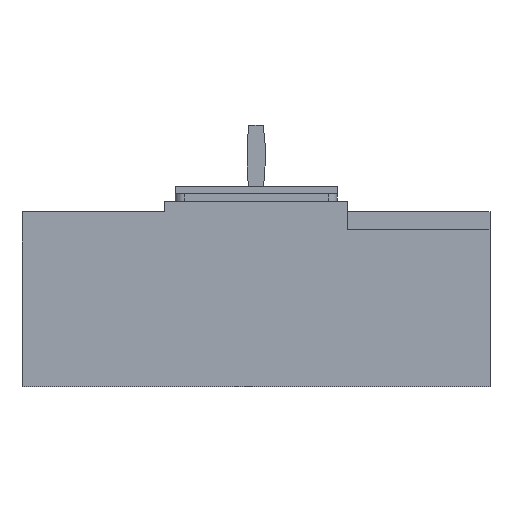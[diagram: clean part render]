
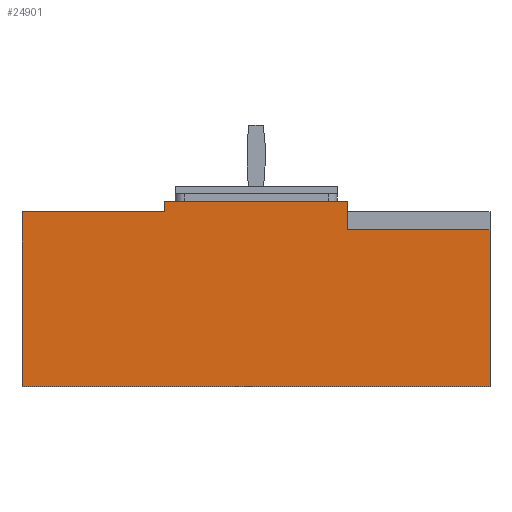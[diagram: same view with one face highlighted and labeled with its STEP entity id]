
A CAD part, left-side view. The second image highlights one B-rep face of the part: STEP entity #24901.
In plain terms, the highlighted free-form (B-spline) face has degree [1, 1] with [2, 2] control points.
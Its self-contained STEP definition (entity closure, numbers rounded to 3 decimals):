
#24901 = ADVANCED_FACE('',(#24902),#24916,.T.);
#24902 = FACE_BOUND('',#24903,.T.);
#24903 = EDGE_LOOP('',(#24904,#24926,#24941,#24956,#24971,#24986,#25001,
    #25016));
#24904 = ORIENTED_EDGE('',*,*,#24905,.T.);
#24905 = EDGE_CURVE('',#24906,#24908,#24910,.T.);
#24906 = VERTEX_POINT('',#24907);
#24907 = CARTESIAN_POINT('',(-50.239,-133.294,31.5)
  );
#24908 = VERTEX_POINT('',#24909);
#24909 = CARTESIAN_POINT('',(-50.239,-54.294,31.5)
  );
#24910 = SURFACE_CURVE('',#24911,(#24915),.PCURVE_S1.);
#24911 = LINE('',#24912,#24913);
#24912 = CARTESIAN_POINT('',(-50.239,-133.294,31.5)
  );
#24913 = VECTOR('',#24914,1.);
#24914 = DIRECTION('',(0.,1.,0.));
#24915 = PCURVE('',#24916,#24921);
#24916 = B_SPLINE_SURFACE_WITH_KNOTS('',1,1,(
    (#24917,#24918)
    ,(#24919,#24920
  )),.UNSPECIFIED.,.F.,.F.,.F.,(2,2),(2,2),(0.,1.),(0.,1.),
  .PIECEWISE_BEZIER_KNOTS.);
#24917 = CARTESIAN_POINT('',(-50.239,-133.294,-55.5
    ));
#24918 = CARTESIAN_POINT('',(-50.239,126.706,-55.5
    ));
#24919 = CARTESIAN_POINT('',(-50.239,-133.294,47.5)
  );
#24920 = CARTESIAN_POINT('',(-50.239,126.706,47.5)
  );
#24921 = DEFINITIONAL_REPRESENTATION('',(#24922),#24925);
#24922 = B_SPLINE_CURVE_WITH_KNOTS('',1,(#24923,#24924),.UNSPECIFIED.,
  .F.,.F.,(2,2),(0.,79.),.PIECEWISE_BEZIER_KNOTS.);
#24923 = CARTESIAN_POINT('',(0.845,0.));
#24924 = CARTESIAN_POINT('',(0.845,0.304));
#24925 = ( GEOMETRIC_REPRESENTATION_CONTEXT(2) 
PARAMETRIC_REPRESENTATION_CONTEXT() REPRESENTATION_CONTEXT('2D SPACE',''
  ) );
#24926 = ORIENTED_EDGE('',*,*,#24927,.T.);
#24927 = EDGE_CURVE('',#24908,#24928,#24930,.T.);
#24928 = VERTEX_POINT('',#24929);
#24929 = CARTESIAN_POINT('',(-50.239,-54.294,47.5)
  );
#24930 = SURFACE_CURVE('',#24931,(#24935),.PCURVE_S1.);
#24931 = LINE('',#24932,#24933);
#24932 = CARTESIAN_POINT('',(-50.239,-54.294,31.5)
  );
#24933 = VECTOR('',#24934,1.);
#24934 = DIRECTION('',(0.,0.,1.));
#24935 = PCURVE('',#24916,#24936);
#24936 = DEFINITIONAL_REPRESENTATION('',(#24937),#24940);
#24937 = B_SPLINE_CURVE_WITH_KNOTS('',1,(#24938,#24939),.UNSPECIFIED.,
  .F.,.F.,(2,2),(0.,16.),.PIECEWISE_BEZIER_KNOTS.);
#24938 = CARTESIAN_POINT('',(0.845,0.304));
#24939 = CARTESIAN_POINT('',(1.,0.304));
#24940 = ( GEOMETRIC_REPRESENTATION_CONTEXT(2) 
PARAMETRIC_REPRESENTATION_CONTEXT() REPRESENTATION_CONTEXT('2D SPACE',''
  ) );
#24941 = ORIENTED_EDGE('',*,*,#24942,.T.);
#24942 = EDGE_CURVE('',#24928,#24943,#24945,.T.);
#24943 = VERTEX_POINT('',#24944);
#24944 = CARTESIAN_POINT('',(-50.239,47.706,47.5)
  );
#24945 = SURFACE_CURVE('',#24946,(#24950),.PCURVE_S1.);
#24946 = LINE('',#24947,#24948);
#24947 = CARTESIAN_POINT('',(-50.239,-54.294,47.5)
  );
#24948 = VECTOR('',#24949,1.);
#24949 = DIRECTION('',(0.,1.,0.));
#24950 = PCURVE('',#24916,#24951);
#24951 = DEFINITIONAL_REPRESENTATION('',(#24952),#24955);
#24952 = B_SPLINE_CURVE_WITH_KNOTS('',1,(#24953,#24954),.UNSPECIFIED.,
  .F.,.F.,(2,2),(0.,102.),.PIECEWISE_BEZIER_KNOTS.);
#24953 = CARTESIAN_POINT('',(1.,0.304));
#24954 = CARTESIAN_POINT('',(1.,0.696));
#24955 = ( GEOMETRIC_REPRESENTATION_CONTEXT(2) 
PARAMETRIC_REPRESENTATION_CONTEXT() REPRESENTATION_CONTEXT('2D SPACE',''
  ) );
#24956 = ORIENTED_EDGE('',*,*,#24957,.T.);
#24957 = EDGE_CURVE('',#24943,#24958,#24960,.T.);
#24958 = VERTEX_POINT('',#24959);
#24959 = CARTESIAN_POINT('',(-50.239,47.706,41.5)
  );
#24960 = SURFACE_CURVE('',#24961,(#24965),.PCURVE_S1.);
#24961 = LINE('',#24962,#24963);
#24962 = CARTESIAN_POINT('',(-50.239,47.706,47.5)
  );
#24963 = VECTOR('',#24964,1.);
#24964 = DIRECTION('',(0.,0.,-1.));
#24965 = PCURVE('',#24916,#24966);
#24966 = DEFINITIONAL_REPRESENTATION('',(#24967),#24970);
#24967 = B_SPLINE_CURVE_WITH_KNOTS('',1,(#24968,#24969),.UNSPECIFIED.,
  .F.,.F.,(2,2),(0.,6.),.PIECEWISE_BEZIER_KNOTS.);
#24968 = CARTESIAN_POINT('',(1.,0.696));
#24969 = CARTESIAN_POINT('',(0.942,0.696));
#24970 = ( GEOMETRIC_REPRESENTATION_CONTEXT(2) 
PARAMETRIC_REPRESENTATION_CONTEXT() REPRESENTATION_CONTEXT('2D SPACE',''
  ) );
#24971 = ORIENTED_EDGE('',*,*,#24972,.T.);
#24972 = EDGE_CURVE('',#24958,#24973,#24975,.T.);
#24973 = VERTEX_POINT('',#24974);
#24974 = CARTESIAN_POINT('',(-50.239,126.706,41.5)
  );
#24975 = SURFACE_CURVE('',#24976,(#24980),.PCURVE_S1.);
#24976 = LINE('',#24977,#24978);
#24977 = CARTESIAN_POINT('',(-50.239,47.706,41.5)
  );
#24978 = VECTOR('',#24979,1.);
#24979 = DIRECTION('',(0.,1.,0.));
#24980 = PCURVE('',#24916,#24981);
#24981 = DEFINITIONAL_REPRESENTATION('',(#24982),#24985);
#24982 = B_SPLINE_CURVE_WITH_KNOTS('',1,(#24983,#24984),.UNSPECIFIED.,
  .F.,.F.,(2,2),(0.,79.),.PIECEWISE_BEZIER_KNOTS.);
#24983 = CARTESIAN_POINT('',(0.942,0.696));
#24984 = CARTESIAN_POINT('',(0.942,1.));
#24985 = ( GEOMETRIC_REPRESENTATION_CONTEXT(2) 
PARAMETRIC_REPRESENTATION_CONTEXT() REPRESENTATION_CONTEXT('2D SPACE',''
  ) );
#24986 = ORIENTED_EDGE('',*,*,#24987,.T.);
#24987 = EDGE_CURVE('',#24973,#24988,#24990,.T.);
#24988 = VERTEX_POINT('',#24989);
#24989 = CARTESIAN_POINT('',(-50.239,126.706,-55.5
    ));
#24990 = SURFACE_CURVE('',#24991,(#24995),.PCURVE_S1.);
#24991 = LINE('',#24992,#24993);
#24992 = CARTESIAN_POINT('',(-50.239,126.706,41.5)
  );
#24993 = VECTOR('',#24994,1.);
#24994 = DIRECTION('',(0.,0.,-1.));
#24995 = PCURVE('',#24916,#24996);
#24996 = DEFINITIONAL_REPRESENTATION('',(#24997),#25000);
#24997 = B_SPLINE_CURVE_WITH_KNOTS('',1,(#24998,#24999),.UNSPECIFIED.,
  .F.,.F.,(2,2),(0.,97.),.PIECEWISE_BEZIER_KNOTS.);
#24998 = CARTESIAN_POINT('',(0.942,1.));
#24999 = CARTESIAN_POINT('',(0.,1.));
#25000 = ( GEOMETRIC_REPRESENTATION_CONTEXT(2) 
PARAMETRIC_REPRESENTATION_CONTEXT() REPRESENTATION_CONTEXT('2D SPACE',''
  ) );
#25001 = ORIENTED_EDGE('',*,*,#25002,.T.);
#25002 = EDGE_CURVE('',#24988,#25003,#25005,.T.);
#25003 = VERTEX_POINT('',#25004);
#25004 = CARTESIAN_POINT('',(-50.239,-133.294,-55.5
    ));
#25005 = SURFACE_CURVE('',#25006,(#25010),.PCURVE_S1.);
#25006 = LINE('',#25007,#25008);
#25007 = CARTESIAN_POINT('',(-50.239,126.706,-55.5
    ));
#25008 = VECTOR('',#25009,1.);
#25009 = DIRECTION('',(0.,-1.,0.));
#25010 = PCURVE('',#24916,#25011);
#25011 = DEFINITIONAL_REPRESENTATION('',(#25012),#25015);
#25012 = B_SPLINE_CURVE_WITH_KNOTS('',1,(#25013,#25014),.UNSPECIFIED.,
  .F.,.F.,(2,2),(0.,260.),.PIECEWISE_BEZIER_KNOTS.);
#25013 = CARTESIAN_POINT('',(0.,1.));
#25014 = CARTESIAN_POINT('',(0.,0.));
#25015 = ( GEOMETRIC_REPRESENTATION_CONTEXT(2) 
PARAMETRIC_REPRESENTATION_CONTEXT() REPRESENTATION_CONTEXT('2D SPACE',''
  ) );
#25016 = ORIENTED_EDGE('',*,*,#25017,.T.);
#25017 = EDGE_CURVE('',#25003,#24906,#25018,.T.);
#25018 = SURFACE_CURVE('',#25019,(#25023),.PCURVE_S1.);
#25019 = LINE('',#25020,#25021);
#25020 = CARTESIAN_POINT('',(-50.239,-133.294,-55.5
    ));
#25021 = VECTOR('',#25022,1.);
#25022 = DIRECTION('',(0.,0.,1.));
#25023 = PCURVE('',#24916,#25024);
#25024 = DEFINITIONAL_REPRESENTATION('',(#25025),#25028);
#25025 = B_SPLINE_CURVE_WITH_KNOTS('',1,(#25026,#25027),.UNSPECIFIED.,
  .F.,.F.,(2,2),(0.,87.),.PIECEWISE_BEZIER_KNOTS.);
#25026 = CARTESIAN_POINT('',(0.,0.));
#25027 = CARTESIAN_POINT('',(0.845,0.));
#25028 = ( GEOMETRIC_REPRESENTATION_CONTEXT(2) 
PARAMETRIC_REPRESENTATION_CONTEXT() REPRESENTATION_CONTEXT('2D SPACE',''
  ) );
